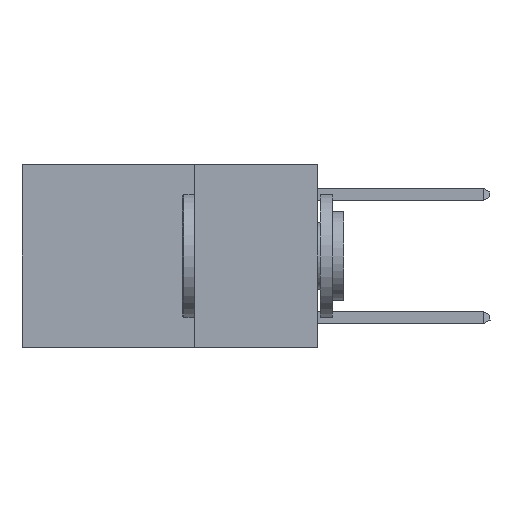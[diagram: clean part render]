
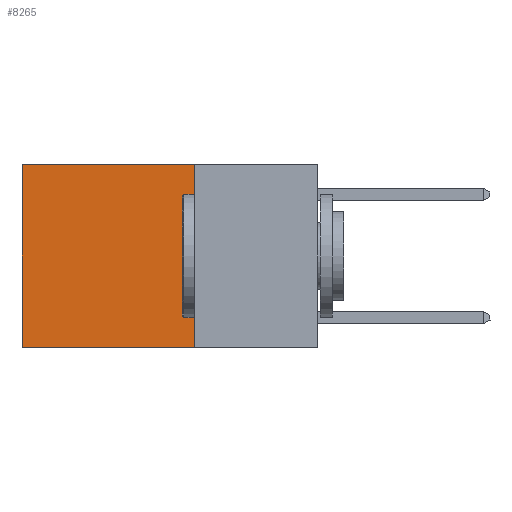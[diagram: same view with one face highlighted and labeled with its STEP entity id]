
A CAD part, left-side view. The second image highlights one B-rep face of the part: STEP entity #8265.
In plain terms, the highlighted planar face has unit normal (-1, 0, 0).
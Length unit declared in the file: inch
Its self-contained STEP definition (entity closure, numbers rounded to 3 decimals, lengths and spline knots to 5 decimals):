
#149 = VECTOR ( 'NONE', #12978, 39.37008 ) ;
#159 = CARTESIAN_POINT ( 'NONE',  ( 0.2625, 0.25, -0.37 ) ) ;
#330 = DIRECTION ( 'NONE',  ( 0., 0., -1. ) ) ;
#1500 = EDGE_CURVE ( 'NONE', #14210, #3407, #23650, .T. ) ;
#1589 = CARTESIAN_POINT ( 'NONE',  ( 0.2625, 0.6, 0. ) ) ;
#3407 = VERTEX_POINT ( 'NONE', #159 ) ;
#3759 = EDGE_CURVE ( 'NONE', #3407, #16507, #20958, .T. ) ;
#3764 = VECTOR ( 'NONE', #330, 39.37008 ) ;
#5824 = PLANE ( 'NONE',  #24797 ) ;
#6589 = CARTESIAN_POINT ( 'NONE',  ( 0.2625, 0.25, 0. ) ) ;
#6708 = ORIENTED_EDGE ( 'NONE', *, *, #10127, .T. ) ;
#7186 = CARTESIAN_POINT ( 'NONE',  ( 0.2625, 0.25, -0.37 ) ) ;
#7546 = CARTESIAN_POINT ( 'NONE',  ( 0.2625, 0.6, -0.37 ) ) ;
#7735 = DIRECTION ( 'NONE',  ( 0., 0., -1. ) ) ;
#8233 = EDGE_LOOP ( 'NONE', ( #6708, #19406, #21238, #15754 ) ) ;
#8265 = ADVANCED_FACE ( 'NONE', ( #15741 ), #5824, .F. ) ;
#8581 = VECTOR ( 'NONE', #11425, 39.37008 ) ;
#10127 = EDGE_CURVE ( 'NONE', #19194, #16507, #13814, .T. ) ;
#11425 = DIRECTION ( 'NONE',  ( 0., 0., -1. ) ) ;
#11597 = CARTESIAN_POINT ( 'NONE',  ( 0.2625, 0.25, 0. ) ) ;
#12119 = CARTESIAN_POINT ( 'NONE',  ( 0.2625, 0.25, 0. ) ) ;
#12318 = CARTESIAN_POINT ( 'NONE',  ( 0.2625, 0.25, 0. ) ) ;
#12978 = DIRECTION ( 'NONE',  ( 0., 1., 0. ) ) ;
#13814 = LINE ( 'NONE', #1589, #8581 ) ;
#14210 = VERTEX_POINT ( 'NONE', #6589 ) ;
#14249 = LINE ( 'NONE', #12318, #23221 ) ;
#14281 = DIRECTION ( 'NONE',  ( 0., 1., 0. ) ) ;
#15021 = CARTESIAN_POINT ( 'NONE',  ( 0.2625, 0.6, 0. ) ) ;
#15741 = FACE_OUTER_BOUND ( 'NONE', #8233, .T. ) ;
#15754 = ORIENTED_EDGE ( 'NONE', *, *, #16779, .T. ) ;
#16507 = VERTEX_POINT ( 'NONE', #7546 ) ;
#16779 = EDGE_CURVE ( 'NONE', #14210, #19194, #14249, .T. ) ;
#19194 = VERTEX_POINT ( 'NONE', #15021 ) ;
#19394 = DIRECTION ( 'NONE',  ( 1., 0., 0. ) ) ;
#19406 = ORIENTED_EDGE ( 'NONE', *, *, #3759, .F. ) ;
#20958 = LINE ( 'NONE', #7186, #149 ) ;
#21238 = ORIENTED_EDGE ( 'NONE', *, *, #1500, .F. ) ;
#23221 = VECTOR ( 'NONE', #14281, 39.37008 ) ;
#23650 = LINE ( 'NONE', #12119, #3764 ) ;
#24797 = AXIS2_PLACEMENT_3D ( 'NONE', #11597, #19394, #7735 ) ;
